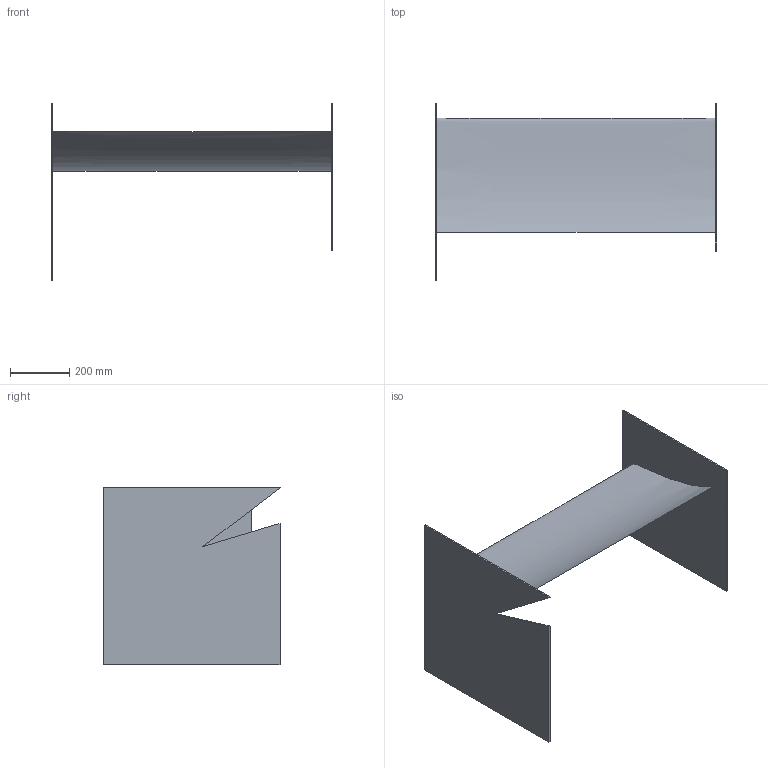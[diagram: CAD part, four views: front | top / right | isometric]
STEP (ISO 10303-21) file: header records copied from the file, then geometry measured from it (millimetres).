
FILE_DESCRIPTION(('CATIA V5 STEP Exchange'),'2;1');
FILE_NAME('20.stp','2018-11-20T04:31:58+00:00',('none'),('none'),'CATIA Version 5 Release 17 (IN-10)','CATIA V5 STEP AP203','none');
FILE_SCHEMA(('CONFIG_CONTROL_DESIGN'));
Length unit declared in the file: millimetre
Products named in the file (1): Part184
Bounding box: 955 x 600 x 600.96 mm (x, y, z)
Volume: 15647497.3 mm3; surface area: 1974723.3 mm2
Topology: 1 solids, 1 shells, 16 faces, 36 edges, 24 vertices
Faces by surface type: plane 14, bspline 2
Entity records: 2383 total; most frequent: CARTESIAN_POINT 2000, ORIENTED_EDGE 72, DIRECTION 56, EDGE_CURVE 36, VECTOR 30, LINE 30, VERTEX_POINT 24, EDGE_LOOP 18
